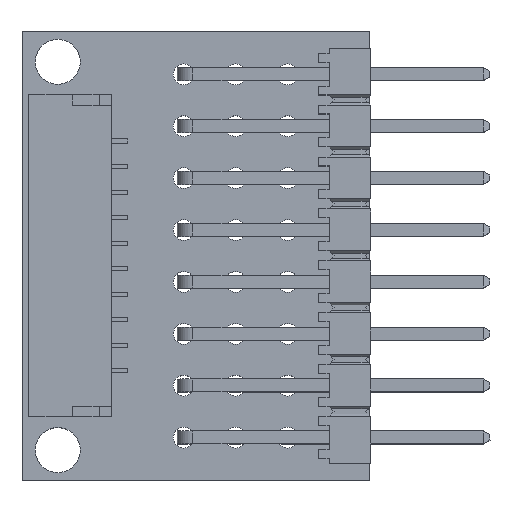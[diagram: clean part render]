
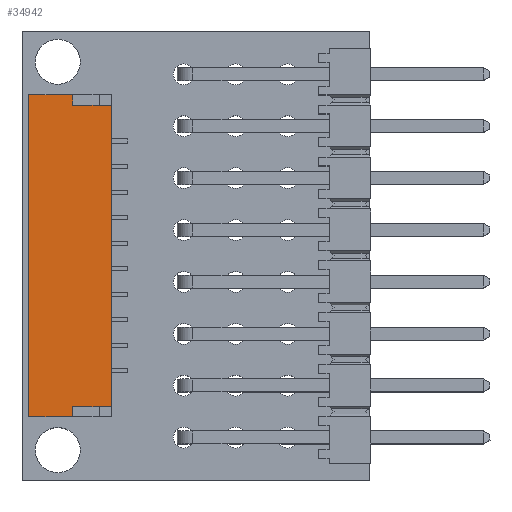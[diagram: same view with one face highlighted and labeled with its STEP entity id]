
A CAD part, top view. The second image highlights one B-rep face of the part: STEP entity #34942.
In plain terms, the highlighted face is planar.
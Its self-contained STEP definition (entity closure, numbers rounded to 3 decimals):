
#32412 = VERTEX_POINT('',#32413);
#32413 = CARTESIAN_POINT('',(7.875,4.25,0.));
#32419 = EDGE_CURVE('',#32412,#32420,#32422,.T.);
#32420 = VERTEX_POINT('',#32421);
#32421 = CARTESIAN_POINT('',(-7.875,4.25,0.));
#32422 = LINE('',#32423,#32424);
#32423 = CARTESIAN_POINT('',(0.,4.25,0.));
#32424 = VECTOR('',#32425,1.);
#32425 = DIRECTION('',(-1.,-0.,-0.));
#33251 = VERTEX_POINT('',#33252);
#33252 = CARTESIAN_POINT('',(-7.375,4.25,-4.05));
#33260 = EDGE_CURVE('',#33261,#33251,#33263,.T.);
#33261 = VERTEX_POINT('',#33262);
#33262 = CARTESIAN_POINT('',(7.375,4.25,-4.05));
#33263 = LINE('',#33264,#33265);
#33264 = CARTESIAN_POINT('',(0.,4.25,-4.05));
#33265 = VECTOR('',#33266,1.);
#33266 = DIRECTION('',(-1.,-0.,-0.));
#34924 = VERTEX_POINT('',#34925);
#34925 = CARTESIAN_POINT('',(-7.375,4.25,-2.15));
#34931 = EDGE_CURVE('',#33251,#34924,#34932,.T.);
#34932 = LINE('',#34933,#34934);
#34933 = CARTESIAN_POINT('',(-7.375,4.25,-3.1));
#34934 = VECTOR('',#34935,1.);
#34935 = DIRECTION('',(0.,0.,1.));
#34942 = ADVANCED_FACE('',(#34943),#34984,.F.);
#34943 = FACE_BOUND('',#34944,.T.);
#34944 = EDGE_LOOP('',(#34945,#34953,#34954,#34962,#34970,#34976,#34977,
    #34978));
#34945 = ORIENTED_EDGE('',*,*,#34946,.F.);
#34946 = EDGE_CURVE('',#32420,#34947,#34949,.T.);
#34947 = VERTEX_POINT('',#34948);
#34948 = CARTESIAN_POINT('',(-7.875,4.25,-2.15));
#34949 = LINE('',#34950,#34951);
#34950 = CARTESIAN_POINT('',(-7.875,4.25,-2.025));
#34951 = VECTOR('',#34952,1.);
#34952 = DIRECTION('',(0.,0.,-1.));
#34953 = ORIENTED_EDGE('',*,*,#32419,.F.);
#34954 = ORIENTED_EDGE('',*,*,#34955,.F.);
#34955 = EDGE_CURVE('',#34956,#32412,#34958,.T.);
#34956 = VERTEX_POINT('',#34957);
#34957 = CARTESIAN_POINT('',(7.875,4.25,-2.15));
#34958 = LINE('',#34959,#34960);
#34959 = CARTESIAN_POINT('',(7.875,4.25,-2.025));
#34960 = VECTOR('',#34961,1.);
#34961 = DIRECTION('',(-0.,-0.,1.));
#34962 = ORIENTED_EDGE('',*,*,#34963,.F.);
#34963 = EDGE_CURVE('',#34964,#34956,#34966,.T.);
#34964 = VERTEX_POINT('',#34965);
#34965 = CARTESIAN_POINT('',(7.375,4.25,-2.15));
#34966 = LINE('',#34967,#34968);
#34967 = CARTESIAN_POINT('',(0.,4.25,-2.15));
#34968 = VECTOR('',#34969,1.);
#34969 = DIRECTION('',(1.,0.,0.));
#34970 = ORIENTED_EDGE('',*,*,#34971,.F.);
#34971 = EDGE_CURVE('',#33261,#34964,#34972,.T.);
#34972 = LINE('',#34973,#34974);
#34973 = CARTESIAN_POINT('',(7.375,4.25,-2.025));
#34974 = VECTOR('',#34975,1.);
#34975 = DIRECTION('',(-0.,-0.,1.));
#34976 = ORIENTED_EDGE('',*,*,#33260,.T.);
#34977 = ORIENTED_EDGE('',*,*,#34931,.T.);
#34978 = ORIENTED_EDGE('',*,*,#34979,.F.);
#34979 = EDGE_CURVE('',#34947,#34924,#34980,.T.);
#34980 = LINE('',#34981,#34982);
#34981 = CARTESIAN_POINT('',(0.,4.25,-2.15));
#34982 = VECTOR('',#34983,1.);
#34983 = DIRECTION('',(1.,0.,0.));
#34984 = PLANE('',#34985);
#34985 = AXIS2_PLACEMENT_3D('',#34986,#34987,#34988);
#34986 = CARTESIAN_POINT('',(-7.875,4.25,0.));
#34987 = DIRECTION('',(0.,-1.,0.));
#34988 = DIRECTION('',(0.,0.,-1.));
